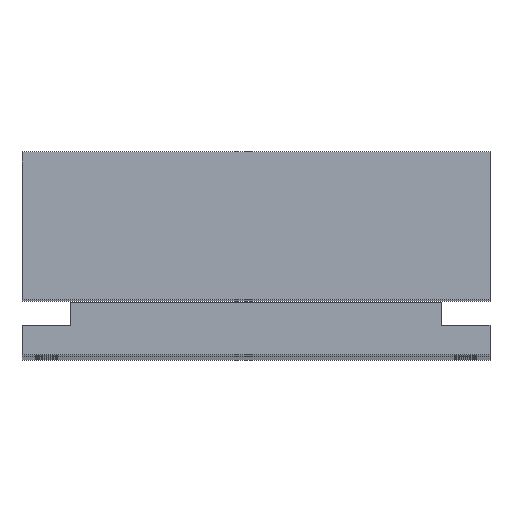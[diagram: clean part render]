
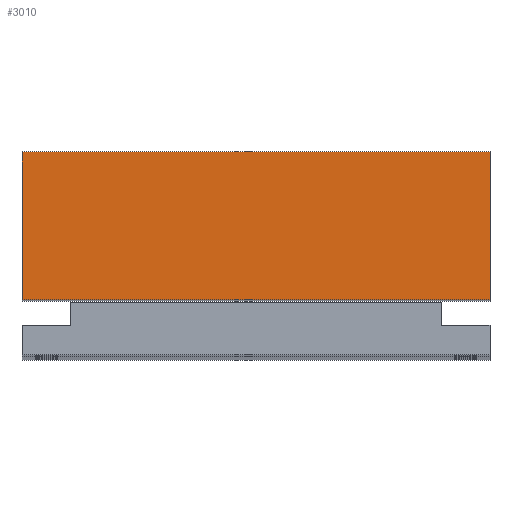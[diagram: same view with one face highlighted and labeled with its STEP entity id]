
A CAD part, top view. The second image highlights one B-rep face of the part: STEP entity #3010.
In plain terms, the highlighted planar face has unit normal (0, 0, 1).
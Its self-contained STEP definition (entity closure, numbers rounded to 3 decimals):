
#242 = LINE ( 'NONE', #2721, #1098 ) ;
#300 = DIRECTION ( 'NONE',  ( 0., 1., 0. ) ) ;
#446 = CARTESIAN_POINT ( 'NONE',  ( 0., 0., 193. ) ) ;
#498 = VERTEX_POINT ( 'NONE', #5947 ) ;
#562 = VERTEX_POINT ( 'NONE', #4116 ) ;
#612 = EDGE_CURVE ( 'NONE', #3723, #498, #3571, .T. ) ;
#766 = VECTOR ( 'NONE', #5261, 1000. ) ;
#844 = DIRECTION ( 'NONE',  ( 0., 0., -1. ) ) ;
#867 = ORIENTED_EDGE ( 'NONE', *, *, #1530, .T. ) ;
#1018 = EDGE_CURVE ( 'NONE', #562, #3723, #242, .T. ) ;
#1098 = VECTOR ( 'NONE', #300, 1000. ) ;
#1188 = DIRECTION ( 'NONE',  ( -1., 0., 0. ) ) ;
#1212 = CARTESIAN_POINT ( 'NONE',  ( 0., 0., 193. ) ) ;
#1368 = FACE_OUTER_BOUND ( 'NONE', #2624, .T. ) ;
#1530 = EDGE_CURVE ( 'NONE', #5896, #562, #2677, .T. ) ;
#1579 = AXIS2_PLACEMENT_3D ( 'NONE', #446, #844, #5867 ) ;
#1711 = CARTESIAN_POINT ( 'NONE',  ( 95., 30., 193. ) ) ;
#2051 = ORIENTED_EDGE ( 'NONE', *, *, #1018, .T. ) ;
#2200 = DIRECTION ( 'NONE',  ( 1., 0., 0. ) ) ;
#2206 = LINE ( 'NONE', #4182, #766 ) ;
#2385 = PLANE ( 'NONE',  #1579 ) ;
#2624 = EDGE_LOOP ( 'NONE', ( #2988, #867, #2051, #2665 ) ) ;
#2665 = ORIENTED_EDGE ( 'NONE', *, *, #612, .T. ) ;
#2677 = LINE ( 'NONE', #4658, #4649 ) ;
#2721 = CARTESIAN_POINT ( 'NONE',  ( 95., 0., 193. ) ) ;
#2988 = ORIENTED_EDGE ( 'NONE', *, *, #4245, .T. ) ;
#3010 = ADVANCED_FACE ( 'NONE', ( #1368 ), #2385, .F. ) ;
#3571 = LINE ( 'NONE', #5599, #4894 ) ;
#3723 = VERTEX_POINT ( 'NONE', #1711 ) ;
#4116 = CARTESIAN_POINT ( 'NONE',  ( 95., 0., 193. ) ) ;
#4182 = CARTESIAN_POINT ( 'NONE',  ( 0., 0., 193. ) ) ;
#4245 = EDGE_CURVE ( 'NONE', #498, #5896, #2206, .T. ) ;
#4649 = VECTOR ( 'NONE', #2200, 1000. ) ;
#4658 = CARTESIAN_POINT ( 'NONE',  ( 0., 0., 193. ) ) ;
#4894 = VECTOR ( 'NONE', #1188, 1000. ) ;
#5261 = DIRECTION ( 'NONE',  ( 0., -1., 0. ) ) ;
#5599 = CARTESIAN_POINT ( 'NONE',  ( 0., 30., 193. ) ) ;
#5867 = DIRECTION ( 'NONE',  ( -1., 0., 0. ) ) ;
#5896 = VERTEX_POINT ( 'NONE', #1212 ) ;
#5947 = CARTESIAN_POINT ( 'NONE',  ( 0., 30., 193. ) ) ;
